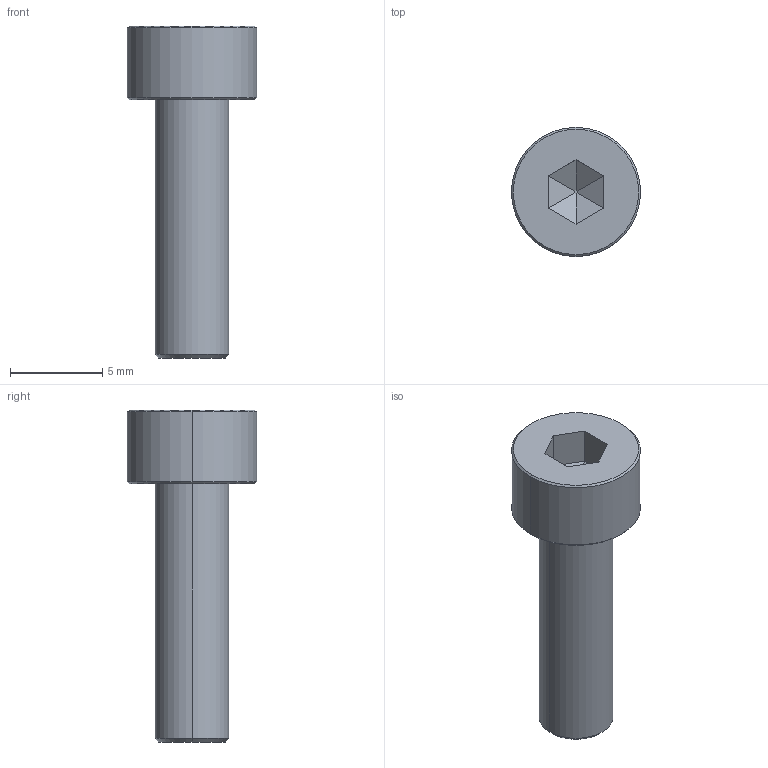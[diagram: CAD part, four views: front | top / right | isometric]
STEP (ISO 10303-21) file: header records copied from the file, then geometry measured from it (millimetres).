
FILE_DESCRIPTION((''),'2;1');
FILE_NAME('SCA4-14','2012-11-02T',('Administrator'),(''),'CREATE BY SAMLO-FA','CREATE BY SAMLO-FA','');
FILE_SCHEMA(('CONFIG_CONTROL_DESIGN'));
Length unit declared in the file: millimetre
Products named in the file (1): SCA4-14
Bounding box: 7 x 7 x 18 mm (x, y, z)
Volume: 310.8 mm3; surface area: 359.4 mm2
Topology: 1 solids, 1 shells, 26 faces, 54 edges, 32 vertices
Faces by surface type: plane 16, cone 6, cylinder 4
Entity records: 714 total; most frequent: DIRECTION 120, CARTESIAN_POINT 112, ORIENTED_EDGE 108, EDGE_CURVE 54, AXIS2_PLACEMENT_3D 40, VECTOR 40, LINE 40, VERTEX_POINT 32
